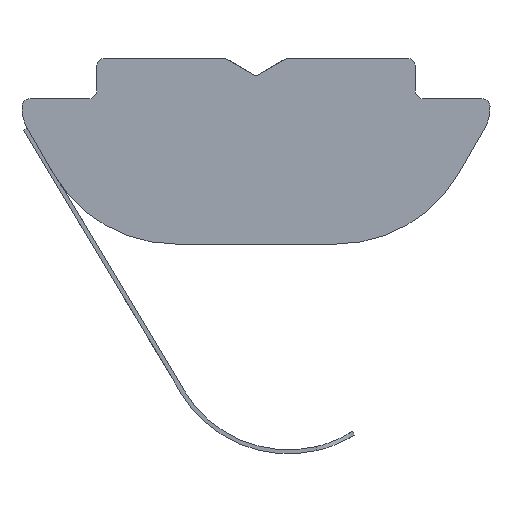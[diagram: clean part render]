
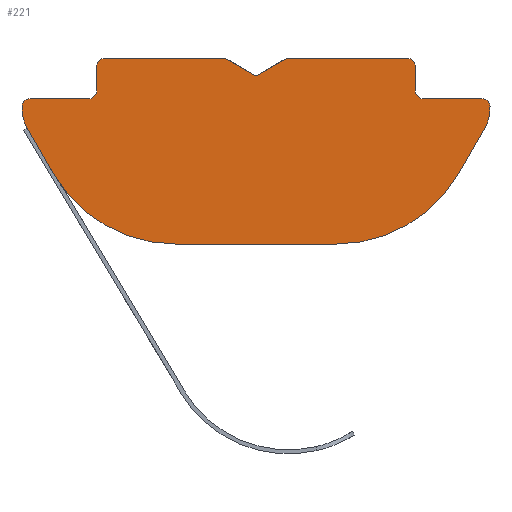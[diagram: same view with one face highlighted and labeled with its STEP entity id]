
A CAD part, left-side view. The second image highlights one B-rep face of the part: STEP entity #221.
In plain terms, the highlighted planar face has unit normal (-1, 0, 0).
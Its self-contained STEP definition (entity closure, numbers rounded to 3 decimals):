
#221=ADVANCED_FACE('',(#294),#295,.T.);
#294=FACE_OUTER_BOUND('',#386,.T.);
#295=PLANE('',#387);
#386=EDGE_LOOP('',(#635,#636,#637,#638,#639,#640,#641,#642,#643,#644,#645,#646,#647,#648,#649,#650,#651,#652,#653,#654,#655));
#387=AXIS2_PLACEMENT_3D('',#656,#657,#658);
#635=ORIENTED_EDGE('',*,*,#886,.F.);
#636=ORIENTED_EDGE('',*,*,#899,.T.);
#637=ORIENTED_EDGE('',*,*,#835,.F.);
#638=ORIENTED_EDGE('',*,*,#854,.F.);
#639=ORIENTED_EDGE('',*,*,#894,.T.);
#640=ORIENTED_EDGE('',*,*,#858,.F.);
#641=ORIENTED_EDGE('',*,*,#875,.T.);
#642=ORIENTED_EDGE('',*,*,#877,.T.);
#643=ORIENTED_EDGE('',*,*,#863,.T.);
#644=ORIENTED_EDGE('',*,*,#889,.F.);
#645=ORIENTED_EDGE('',*,*,#901,.T.);
#646=ORIENTED_EDGE('',*,*,#910,.T.);
#647=ORIENTED_EDGE('',*,*,#911,.F.);
#648=ORIENTED_EDGE('',*,*,#908,.T.);
#649=ORIENTED_EDGE('',*,*,#895,.T.);
#650=ORIENTED_EDGE('',*,*,#883,.T.);
#651=ORIENTED_EDGE('',*,*,#870,.F.);
#652=ORIENTED_EDGE('',*,*,#881,.F.);
#653=ORIENTED_EDGE('',*,*,#837,.T.);
#654=ORIENTED_EDGE('',*,*,#879,.T.);
#655=ORIENTED_EDGE('',*,*,#867,.T.);
#656=CARTESIAN_POINT('',(-8.0,3.75,0.8));
#657=DIRECTION('',(-1.0,0.,0.));
#658=DIRECTION('',(0.,-1.0,0.));
#835=EDGE_CURVE('',#977,#972,#979,.T.);
#837=EDGE_CURVE('',#983,#981,#984,.T.);
#854=EDGE_CURVE('',#1014,#977,#1016,.T.);
#858=EDGE_CURVE('',#1022,#1023,#1024,.F.);
#863=EDGE_CURVE('',#1033,#1030,#1034,.T.);
#867=EDGE_CURVE('',#1041,#1038,#1042,.T.);
#870=EDGE_CURVE('',#1046,#1047,#1048,.F.);
#875=EDGE_CURVE('',#1022,#1054,#1057,.T.);
#877=EDGE_CURVE('',#1054,#1033,#1059,.F.);
#879=EDGE_CURVE('',#981,#1041,#1061,.F.);
#881=EDGE_CURVE('',#983,#1046,#1063,.F.);
#883=EDGE_CURVE('',#1065,#1047,#1066,.T.);
#886=EDGE_CURVE('',#1070,#1038,#1071,.F.);
#889=EDGE_CURVE('',#1075,#1030,#1076,.F.);
#894=EDGE_CURVE('',#1014,#1023,#1082,.F.);
#895=EDGE_CURVE('',#1083,#1065,#1084,.T.);
#899=EDGE_CURVE('',#1070,#972,#1089,.F.);
#901=EDGE_CURVE('',#1075,#1091,#1092,.T.);
#908=EDGE_CURVE('',#1103,#1083,#1104,.T.);
#910=EDGE_CURVE('',#1091,#1106,#1107,.T.);
#911=EDGE_CURVE('',#1103,#1106,#1108,.F.);
#972=VERTEX_POINT('',#1231);
#977=VERTEX_POINT('',#1237);
#979=LINE('',#1240,#1241);
#981=VERTEX_POINT('',#1243);
#983=VERTEX_POINT('',#1246);
#984=LINE('',#1247,#1248);
#1014=VERTEX_POINT('',#1290);
#1016=LINE('',#1293,#1294);
#1022=VERTEX_POINT('',#1302);
#1023=VERTEX_POINT('',#1303);
#1024=CIRCLE('',#1304,0.2);
#1030=VERTEX_POINT('',#1312);
#1033=VERTEX_POINT('',#1316);
#1034=LINE('',#1317,#1318);
#1038=VERTEX_POINT('',#1324);
#1041=VERTEX_POINT('',#1328);
#1042=LINE('',#1329,#1330);
#1046=VERTEX_POINT('',#1336);
#1047=VERTEX_POINT('',#1337);
#1048=CIRCLE('',#1338,1.0);
#1054=VERTEX_POINT('',#1346);
#1057=LINE('',#1350,#1351);
#1059=CIRCLE('',#1354,0.2);
#1061=CIRCLE('',#1356,0.2);
#1063=CIRCLE('',#1358,0.2);
#1065=VERTEX_POINT('',#1360);
#1066=LINE('',#1361,#1362);
#1070=VERTEX_POINT('',#1368);
#1071=CIRCLE('',#1369,0.2);
#1075=VERTEX_POINT('',#1374);
#1076=CIRCLE('',#1375,0.2);
#1082=LINE('',#1383,#1384);
#1083=VERTEX_POINT('',#1385);
#1084=CIRCLE('',#1386,3.5);
#1089=LINE('',#1392,#1393);
#1091=VERTEX_POINT('',#1396);
#1092=CIRCLE('',#1397,1.0);
#1103=VERTEX_POINT('',#1411);
#1104=LINE('',#1412,#1413);
#1106=VERTEX_POINT('',#1416);
#1107=LINE('',#1417,#1418);
#1108=CIRCLE('',#1419,3.5);
#1231=CARTESIAN_POINT('',(-8.0,-0.75,1.));
#1237=CARTESIAN_POINT('',(-8.0,0.,0.57));
#1240=CARTESIAN_POINT('',(-8.0,0.,0.57));
#1241=VECTOR('',#1556,1.0);
#1243=CARTESIAN_POINT('',(-8.0,-4.15,0.));
#1246=CARTESIAN_POINT('',(-8.0,-5.599,0.));
#1247=CARTESIAN_POINT('',(-8.0,-5.599,0.));
#1248=VECTOR('',#1558,1.0);
#1290=CARTESIAN_POINT('',(-8.0,0.75,1.0));
#1293=CARTESIAN_POINT('',(-8.0,0.75,1.0));
#1294=VECTOR('',#1581,1.0);
#1302=CARTESIAN_POINT('',(-8.0,3.95,0.8));
#1303=CARTESIAN_POINT('',(-8.0,3.75,1.));
#1304=AXIS2_PLACEMENT_3D('',#1587,#1588,#1589);
#1312=CARTESIAN_POINT('',(-8.0,5.599,0.));
#1316=CARTESIAN_POINT('',(-8.0,4.15,0.));
#1317=CARTESIAN_POINT('',(-8.0,4.15,0.));
#1318=VECTOR('',#1596,1.0);
#1324=CARTESIAN_POINT('',(-8.0,-3.95,0.8));
#1328=CARTESIAN_POINT('',(-8.0,-3.95,0.2));
#1329=CARTESIAN_POINT('',(-8.0,-3.95,0.2));
#1330=VECTOR('',#1600,1.0);
#1336=CARTESIAN_POINT('',(-8.0,-5.799,-0.192));
#1337=CARTESIAN_POINT('',(-8.0,-5.667,-0.729));
#1338=AXIS2_PLACEMENT_3D('',#1603,#1604,#1605);
#1346=CARTESIAN_POINT('',(-8.0,3.95,0.2));
#1350=CARTESIAN_POINT('',(-8.0,3.95,0.8));
#1351=VECTOR('',#1612,1.0);
#1354=AXIS2_PLACEMENT_3D('',#1614,#1615,#1616);
#1356=AXIS2_PLACEMENT_3D('',#1620,#1621,#1622);
#1358=AXIS2_PLACEMENT_3D('',#1626,#1627,#1628);
#1360=CARTESIAN_POINT('',(-8.0,-5.023,-1.847));
#1361=CARTESIAN_POINT('',(-8.0,-5.023,-1.847));
#1362=VECTOR('',#1632,1.0);
#1368=CARTESIAN_POINT('',(-8.0,-3.75,1.));
#1369=AXIS2_PLACEMENT_3D('',#1635,#1636,#1637);
#1374=CARTESIAN_POINT('',(-8.0,5.799,-0.193));
#1375=AXIS2_PLACEMENT_3D('',#1642,#1643,#1644);
#1383=CARTESIAN_POINT('',(-8.0,3.75,1.0));
#1384=VECTOR('',#1653,1.0);
#1385=CARTESIAN_POINT('',(-8.0,-1.99,-3.6));
#1386=AXIS2_PLACEMENT_3D('',#1654,#1655,#1656);
#1392=CARTESIAN_POINT('',(-8.0,3.75,1.));
#1393=VECTOR('',#1664,1.0);
#1396=CARTESIAN_POINT('',(-8.0,5.667,-0.729));
#1397=AXIS2_PLACEMENT_3D('',#1666,#1667,#1668);
#1411=CARTESIAN_POINT('',(-8.0,1.99,-3.6));
#1412=CARTESIAN_POINT('',(-8.0,3.75,-3.6));
#1413=VECTOR('',#1681,1.0);
#1416=CARTESIAN_POINT('',(-8.0,5.023,-1.847));
#1417=CARTESIAN_POINT('',(-8.0,5.667,-0.729));
#1418=VECTOR('',#1683,1.0);
#1419=AXIS2_PLACEMENT_3D('',#1684,#1685,#1686);
#1556=DIRECTION('',(0.,-0.868,0.497));
#1558=DIRECTION('',(0.,1.0,0.));
#1581=DIRECTION('',(0.,-0.868,-0.497));
#1587=CARTESIAN_POINT('',(-8.0,3.75,0.8));
#1588=DIRECTION('',(-1.0,0.,0.));
#1589=DIRECTION('',(0.,-1.0,0.));
#1596=DIRECTION('',(0.,1.0,0.));
#1600=DIRECTION('',(0.,0.,1.0));
#1603=CARTESIAN_POINT('',(-8.0,-4.8,-0.23));
#1604=DIRECTION('',(-1.0,0.,0.));
#1605=DIRECTION('',(0.,-1.0,0.));
#1612=DIRECTION('',(0.,0.,-1.0));
#1614=CARTESIAN_POINT('',(-8.0,4.15,0.2));
#1615=DIRECTION('',(-1.0,0.,0.));
#1616=DIRECTION('',(0.,-1.0,0.));
#1620=CARTESIAN_POINT('',(-8.0,-4.15,0.2));
#1621=DIRECTION('',(-1.0,0.,0.));
#1622=DIRECTION('',(0.,-1.0,0.));
#1626=CARTESIAN_POINT('',(-8.0,-5.599,-0.2));
#1627=DIRECTION('',(-1.0,0.,0.));
#1628=DIRECTION('',(0.,-1.0,0.));
#1632=DIRECTION('',(0.,-0.499,0.867));
#1635=CARTESIAN_POINT('',(-8.0,-3.75,0.8));
#1636=DIRECTION('',(-1.0,0.,0.));
#1637=DIRECTION('',(0.,-1.0,0.));
#1642=CARTESIAN_POINT('',(-8.0,5.599,-0.2));
#1643=DIRECTION('',(-1.0,0.,0.));
#1644=DIRECTION('',(0.,-1.0,0.));
#1653=DIRECTION('',(0.,-1.0,0.));
#1654=CARTESIAN_POINT('',(-8.0,-1.99,-0.1));
#1655=DIRECTION('',(-1.0,0.,0.));
#1656=DIRECTION('',(0.,-1.0,0.));
#1664=DIRECTION('',(0.,-1.0,0.));
#1666=CARTESIAN_POINT('',(-8.0,4.8,-0.23));
#1667=DIRECTION('',(-1.0,0.,0.));
#1668=DIRECTION('',(0.,-1.0,0.));
#1681=DIRECTION('',(0.,-1.0,0.));
#1683=DIRECTION('',(0.,-0.499,-0.867));
#1684=CARTESIAN_POINT('',(-8.0,1.99,-0.1));
#1685=DIRECTION('',(-1.0,0.,0.));
#1686=DIRECTION('',(0.,-1.0,0.));
